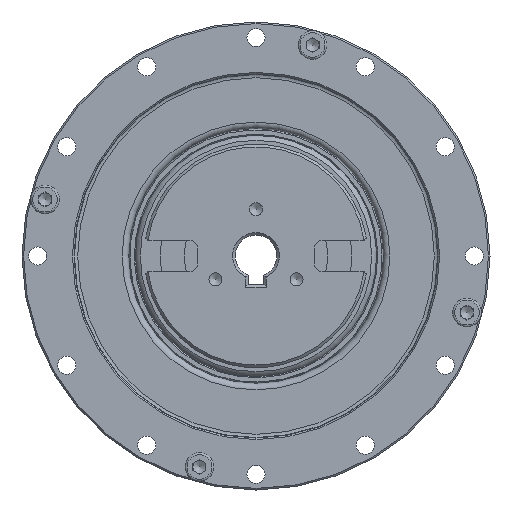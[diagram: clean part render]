
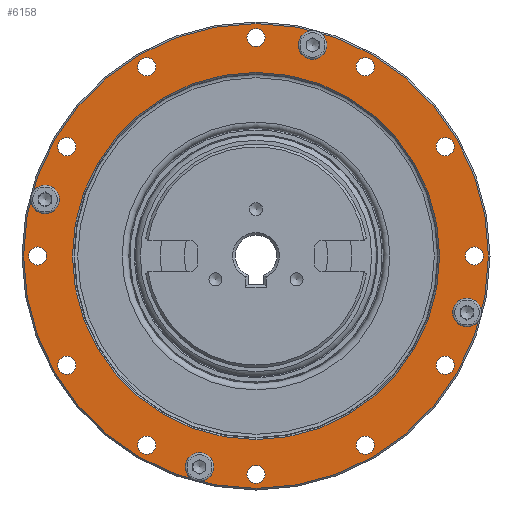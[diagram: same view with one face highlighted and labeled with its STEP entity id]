
A CAD part, left-side view. The second image highlights one B-rep face of the part: STEP entity #6158.
In plain terms, the highlighted planar face has unit normal (-1, 0, 0).
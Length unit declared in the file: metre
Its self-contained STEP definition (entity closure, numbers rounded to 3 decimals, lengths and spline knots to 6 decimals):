
#824=CIRCLE('',#6922,0.0447);
#825=CIRCLE('',#6923,0.0353);
#826=CIRCLE('',#6924,0.00175);
#827=CIRCLE('',#6925,0.00175);
#828=CIRCLE('',#6926,0.00175);
#829=CIRCLE('',#6927,0.00175);
#830=CIRCLE('',#6928,0.00175);
#831=CIRCLE('',#6929,0.00175);
#832=CIRCLE('',#6930,0.00175);
#833=CIRCLE('',#6931,0.00175);
#834=CIRCLE('',#6932,0.00175);
#835=CIRCLE('',#6933,0.00175);
#836=CIRCLE('',#6934,0.00175);
#837=CIRCLE('',#6935,0.00175);
#838=CIRCLE('',#6936,0.00175);
#839=CIRCLE('',#6937,0.00175);
#840=CIRCLE('',#6938,0.00175);
#841=CIRCLE('',#6939,0.00175);
#1307=ORIENTED_EDGE('',*,*,#2667,.T.);
#1308=ORIENTED_EDGE('',*,*,#2668,.F.);
#1309=ORIENTED_EDGE('',*,*,#2669,.T.);
#1310=ORIENTED_EDGE('',*,*,#2670,.T.);
#1311=ORIENTED_EDGE('',*,*,#2671,.T.);
#1312=ORIENTED_EDGE('',*,*,#2672,.T.);
#1313=ORIENTED_EDGE('',*,*,#2673,.T.);
#1314=ORIENTED_EDGE('',*,*,#2674,.T.);
#1315=ORIENTED_EDGE('',*,*,#2675,.T.);
#1316=ORIENTED_EDGE('',*,*,#2676,.T.);
#1317=ORIENTED_EDGE('',*,*,#2677,.T.);
#1318=ORIENTED_EDGE('',*,*,#2678,.T.);
#1319=ORIENTED_EDGE('',*,*,#2679,.T.);
#1320=ORIENTED_EDGE('',*,*,#2680,.T.);
#1321=ORIENTED_EDGE('',*,*,#2681,.T.);
#1322=ORIENTED_EDGE('',*,*,#2682,.T.);
#1323=ORIENTED_EDGE('',*,*,#2683,.T.);
#1324=ORIENTED_EDGE('',*,*,#2684,.T.);
#2667=EDGE_CURVE('',#3354,#3354,#824,.T.);
#2668=EDGE_CURVE('',#3355,#3355,#825,.T.);
#2669=EDGE_CURVE('',#3356,#3356,#826,.T.);
#2670=EDGE_CURVE('',#3357,#3357,#827,.T.);
#2671=EDGE_CURVE('',#3358,#3358,#828,.T.);
#2672=EDGE_CURVE('',#3359,#3359,#829,.T.);
#2673=EDGE_CURVE('',#3360,#3360,#830,.T.);
#2674=EDGE_CURVE('',#3361,#3361,#831,.T.);
#2675=EDGE_CURVE('',#3362,#3362,#832,.T.);
#2676=EDGE_CURVE('',#3363,#3363,#833,.T.);
#2677=EDGE_CURVE('',#3364,#3364,#834,.T.);
#2678=EDGE_CURVE('',#3365,#3365,#835,.T.);
#2679=EDGE_CURVE('',#3366,#3366,#836,.T.);
#2680=EDGE_CURVE('',#3367,#3367,#837,.T.);
#2681=EDGE_CURVE('',#3368,#3368,#838,.T.);
#2682=EDGE_CURVE('',#3369,#3369,#839,.T.);
#2683=EDGE_CURVE('',#3370,#3370,#840,.T.);
#2684=EDGE_CURVE('',#3371,#3371,#841,.T.);
#3354=VERTEX_POINT('',#10105);
#3355=VERTEX_POINT('',#10107);
#3356=VERTEX_POINT('',#10109);
#3357=VERTEX_POINT('',#10111);
#3358=VERTEX_POINT('',#10113);
#3359=VERTEX_POINT('',#10115);
#3360=VERTEX_POINT('',#10117);
#3361=VERTEX_POINT('',#10119);
#3362=VERTEX_POINT('',#10121);
#3363=VERTEX_POINT('',#10123);
#3364=VERTEX_POINT('',#10125);
#3365=VERTEX_POINT('',#10127);
#3366=VERTEX_POINT('',#10129);
#3367=VERTEX_POINT('',#10131);
#3368=VERTEX_POINT('',#10133);
#3369=VERTEX_POINT('',#10135);
#3370=VERTEX_POINT('',#10137);
#3371=VERTEX_POINT('',#10139);
#4427=EDGE_LOOP('',(#1307));
#4428=EDGE_LOOP('',(#1308));
#4429=EDGE_LOOP('',(#1309));
#4430=EDGE_LOOP('',(#1310));
#4431=EDGE_LOOP('',(#1311));
#4432=EDGE_LOOP('',(#1312));
#4433=EDGE_LOOP('',(#1313));
#4434=EDGE_LOOP('',(#1314));
#4435=EDGE_LOOP('',(#1315));
#4436=EDGE_LOOP('',(#1316));
#4437=EDGE_LOOP('',(#1317));
#4438=EDGE_LOOP('',(#1318));
#4439=EDGE_LOOP('',(#1319));
#4440=EDGE_LOOP('',(#1320));
#4441=EDGE_LOOP('',(#1321));
#4442=EDGE_LOOP('',(#1322));
#4443=EDGE_LOOP('',(#1323));
#4444=EDGE_LOOP('',(#1324));
#5213=FACE_BOUND('',#4427,.T.);
#5214=FACE_BOUND('',#4428,.T.);
#5215=FACE_BOUND('',#4429,.T.);
#5216=FACE_BOUND('',#4430,.T.);
#5217=FACE_BOUND('',#4431,.T.);
#5218=FACE_BOUND('',#4432,.T.);
#5219=FACE_BOUND('',#4433,.T.);
#5220=FACE_BOUND('',#4434,.T.);
#5221=FACE_BOUND('',#4435,.T.);
#5222=FACE_BOUND('',#4436,.T.);
#5223=FACE_BOUND('',#4437,.T.);
#5224=FACE_BOUND('',#4438,.T.);
#5225=FACE_BOUND('',#4439,.T.);
#5226=FACE_BOUND('',#4440,.T.);
#5227=FACE_BOUND('',#4441,.T.);
#5228=FACE_BOUND('',#4442,.T.);
#5229=FACE_BOUND('',#4443,.T.);
#5230=FACE_BOUND('',#4444,.T.);
#6001=PLANE('',#6921);
#6158=ADVANCED_FACE('',(#5213,#5214,#5215,#5216,#5217,#5218,#5219,#5220,
#5221,#5222,#5223,#5224,#5225,#5226,#5227,#5228,#5229,#5230),#6001,.F.);
#6921=AXIS2_PLACEMENT_3D('',#10103,#7959,#7960);
#6922=AXIS2_PLACEMENT_3D('',#10104,#7961,#7962);
#6923=AXIS2_PLACEMENT_3D('',#10106,#7963,#7964);
#6924=AXIS2_PLACEMENT_3D('',#10108,#7965,#7966);
#6925=AXIS2_PLACEMENT_3D('',#10110,#7967,#7968);
#6926=AXIS2_PLACEMENT_3D('',#10112,#7969,#7970);
#6927=AXIS2_PLACEMENT_3D('',#10114,#7971,#7972);
#6928=AXIS2_PLACEMENT_3D('',#10116,#7973,#7974);
#6929=AXIS2_PLACEMENT_3D('',#10118,#7975,#7976);
#6930=AXIS2_PLACEMENT_3D('',#10120,#7977,#7978);
#6931=AXIS2_PLACEMENT_3D('',#10122,#7979,#7980);
#6932=AXIS2_PLACEMENT_3D('',#10124,#7981,#7982);
#6933=AXIS2_PLACEMENT_3D('',#10126,#7983,#7984);
#6934=AXIS2_PLACEMENT_3D('',#10128,#7985,#7986);
#6935=AXIS2_PLACEMENT_3D('',#10130,#7987,#7988);
#6936=AXIS2_PLACEMENT_3D('',#10132,#7989,#7990);
#6937=AXIS2_PLACEMENT_3D('',#10134,#7991,#7992);
#6938=AXIS2_PLACEMENT_3D('',#10136,#7993,#7994);
#6939=AXIS2_PLACEMENT_3D('',#10138,#7995,#7996);
#7959=DIRECTION('',(1.,0.,0.));
#7960=DIRECTION('',(0.,0.,-1.));
#7961=DIRECTION('',(-1.,0.,0.));
#7962=DIRECTION('',(0.,0.,1.));
#7963=DIRECTION('',(-1.,0.,0.));
#7964=DIRECTION('',(0.,0.,1.));
#7965=DIRECTION('',(1.,0.,0.));
#7966=DIRECTION('',(0.,0.,-1.));
#7967=DIRECTION('',(1.,0.,0.));
#7968=DIRECTION('',(0.,0.,-1.));
#7969=DIRECTION('',(1.,0.,0.));
#7970=DIRECTION('',(0.,0.,-1.));
#7971=DIRECTION('',(1.,0.,0.));
#7972=DIRECTION('',(0.,0.,-1.));
#7973=DIRECTION('',(1.,0.,0.));
#7974=DIRECTION('',(0.,0.,-1.));
#7975=DIRECTION('',(1.,0.,0.));
#7976=DIRECTION('',(0.,0.,-1.));
#7977=DIRECTION('',(1.,0.,0.));
#7978=DIRECTION('',(0.,0.,-1.));
#7979=DIRECTION('',(1.,0.,0.));
#7980=DIRECTION('',(0.,0.,-1.));
#7981=DIRECTION('',(1.,0.,0.));
#7982=DIRECTION('',(0.,0.,-1.));
#7983=DIRECTION('',(1.,0.,0.));
#7984=DIRECTION('',(0.,0.,-1.));
#7985=DIRECTION('',(1.,0.,0.));
#7986=DIRECTION('',(0.,0.,-1.));
#7987=DIRECTION('',(1.,0.,0.));
#7988=DIRECTION('',(0.,0.,-1.));
#7989=DIRECTION('',(1.,0.,0.));
#7990=DIRECTION('',(0.,0.,-1.));
#7991=DIRECTION('',(1.,0.,0.));
#7992=DIRECTION('',(0.,0.,-1.));
#7993=DIRECTION('',(1.,0.,0.));
#7994=DIRECTION('',(0.,0.,-1.));
#7995=DIRECTION('',(1.,0.,0.));
#7996=DIRECTION('',(0.,0.,-1.));
#10103=CARTESIAN_POINT('',(0.,0.0447,0.));
#10104=CARTESIAN_POINT('',(0.,0.,0.));
#10105=CARTESIAN_POINT('',(0.,0.,0.0447));
#10106=CARTESIAN_POINT('',(0.,0.,0.));
#10107=CARTESIAN_POINT('',(0.,0.,0.0353));
#10108=CARTESIAN_POINT('',(0.,0.,-0.042));
#10109=CARTESIAN_POINT('',(0.,0.,-0.04375));
#10110=CARTESIAN_POINT('',(0.,-0.021,-0.036373));
#10111=CARTESIAN_POINT('',(0.,-0.021,-0.038123));
#10112=CARTESIAN_POINT('',(0.,-0.036373,-0.021));
#10113=CARTESIAN_POINT('',(0.,-0.036373,-0.02275));
#10114=CARTESIAN_POINT('',(0.,-0.042,0.));
#10115=CARTESIAN_POINT('',(0.,-0.042,-0.00175));
#10116=CARTESIAN_POINT('',(0.,-0.036373,0.021));
#10117=CARTESIAN_POINT('',(0.,-0.036373,0.01925));
#10118=CARTESIAN_POINT('',(0.,-0.021,0.036373));
#10119=CARTESIAN_POINT('',(0.,-0.021,0.034623));
#10120=CARTESIAN_POINT('',(0.,0.,0.042));
#10121=CARTESIAN_POINT('',(0.,0.,0.04025));
#10122=CARTESIAN_POINT('',(0.,0.021,0.036373));
#10123=CARTESIAN_POINT('',(0.,0.021,0.034623));
#10124=CARTESIAN_POINT('',(0.,0.036373,0.021));
#10125=CARTESIAN_POINT('',(0.,0.036373,0.01925));
#10126=CARTESIAN_POINT('',(0.,0.042,0.));
#10127=CARTESIAN_POINT('',(0.,0.042,-0.00175));
#10128=CARTESIAN_POINT('',(0.,0.036373,-0.021));
#10129=CARTESIAN_POINT('',(0.,0.036373,-0.02275));
#10130=CARTESIAN_POINT('',(0.,0.021,-0.036373));
#10131=CARTESIAN_POINT('',(0.,0.021,-0.038123));
#10132=CARTESIAN_POINT('',(0.,-0.029698,-0.029698));
#10133=CARTESIAN_POINT('',(0.,-0.029698,-0.031448));
#10134=CARTESIAN_POINT('',(0.,-0.029698,0.029698));
#10135=CARTESIAN_POINT('',(0.,-0.029698,0.027948));
#10136=CARTESIAN_POINT('',(0.,0.029698,0.029698));
#10137=CARTESIAN_POINT('',(0.,0.029698,0.027948));
#10138=CARTESIAN_POINT('',(0.,0.029698,-0.029698));
#10139=CARTESIAN_POINT('',(0.,0.029698,-0.031448));
